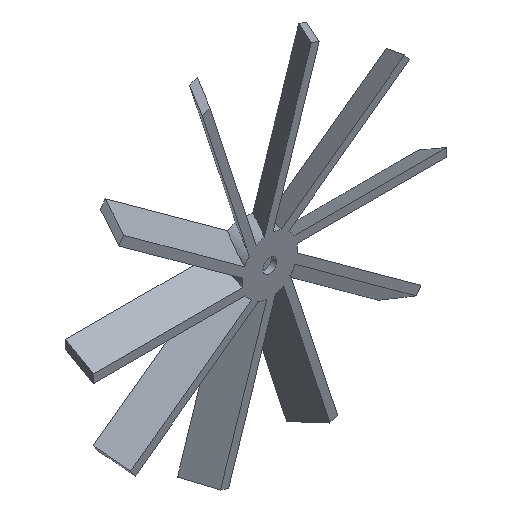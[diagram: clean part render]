
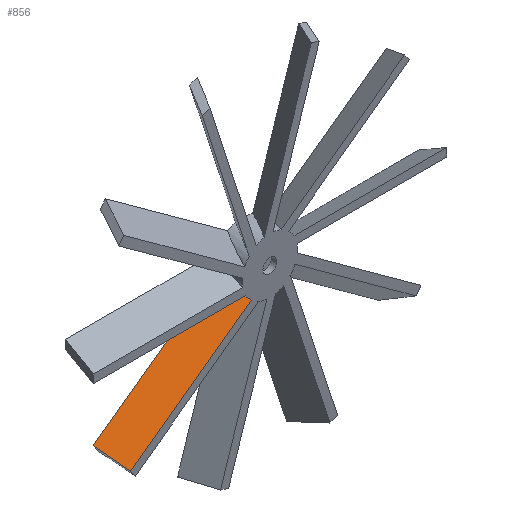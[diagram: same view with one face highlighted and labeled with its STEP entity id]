
A CAD part, isometric view. The second image highlights one B-rep face of the part: STEP entity #856.
In plain terms, the highlighted planar face has unit normal (-0.509, -0.5, 0.701).
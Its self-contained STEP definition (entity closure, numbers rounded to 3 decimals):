
#31=ELLIPSE('',#943,20.,10.);
#58=PLANE('',#942);
#93=FACE_OUTER_BOUND('',#138,.T.);
#138=EDGE_LOOP('',(#655,#656,#657,#658));
#216=LINE('',#1423,#297);
#217=LINE('',#1425,#298);
#218=LINE('',#1426,#299);
#297=VECTOR('',#1136,10.);
#298=VECTOR('',#1137,10.);
#299=VECTOR('',#1138,10.);
#415=VERTEX_POINT('',#1419);
#416=VERTEX_POINT('',#1420);
#417=VERTEX_POINT('',#1422);
#418=VERTEX_POINT('',#1424);
#513=EDGE_CURVE('',#415,#416,#31,.T.);
#514=EDGE_CURVE('',#415,#417,#216,.T.);
#515=EDGE_CURVE('',#418,#417,#217,.T.);
#516=EDGE_CURVE('',#416,#418,#218,.T.);
#655=ORIENTED_EDGE('',*,*,#513,.F.);
#656=ORIENTED_EDGE('',*,*,#514,.T.);
#657=ORIENTED_EDGE('',*,*,#515,.F.);
#658=ORIENTED_EDGE('',*,*,#516,.F.);
#856=ADVANCED_FACE('',(#93),#58,.T.);
#942=AXIS2_PLACEMENT_3D('',#1418,#1132,#1133);
#943=AXIS2_PLACEMENT_3D('',#1421,#1134,#1135);
#1132=DIRECTION('center_axis',(-0.509,-0.5,0.701));
#1133=DIRECTION('ref_axis',(-0.294,0.866,0.405));
#1134=DIRECTION('center_axis',(-0.509,-0.5,0.701));
#1135=DIRECTION('ref_axis',(-0.294,0.866,0.405));
#1136=DIRECTION('',(-0.809,0.,-0.588));
#1137=DIRECTION('',(-0.294,0.866,0.405));
#1138=DIRECTION('',(-0.809,0.,-0.588));
#1418=CARTESIAN_POINT('Origin',(1.176,0.,
-1.618));
#1419=CARTESIAN_POINT('',(-9.71,10.,-2.39));
#1420=CARTESIAN_POINT('',(-6.751,0.,-7.377));
#1421=CARTESIAN_POINT('Origin',(0.,3.464,0.));
#1422=CARTESIAN_POINT('',(-53.591,10.,-34.272));
#1423=CARTESIAN_POINT('',(-2.218,10.,3.053));
#1424=CARTESIAN_POINT('',(-50.197,0.,-38.942));
#1425=CARTESIAN_POINT('',(-50.197,0.,-38.942));
#1426=CARTESIAN_POINT('',(1.176,0.,-1.618));
